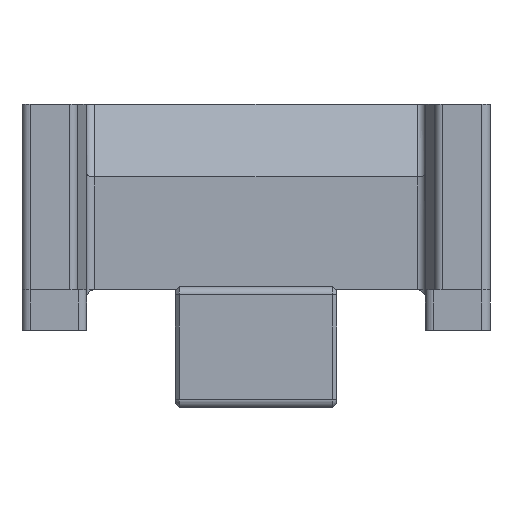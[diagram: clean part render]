
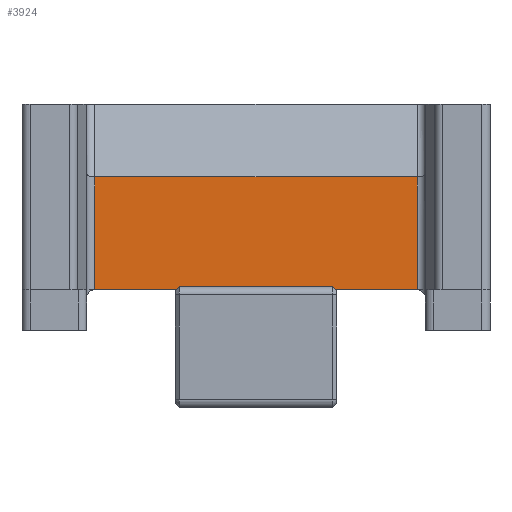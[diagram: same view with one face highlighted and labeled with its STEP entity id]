
A CAD part, front view. The second image highlights one B-rep face of the part: STEP entity #3924.
In plain terms, the highlighted planar face has unit normal (0, -1, 0).
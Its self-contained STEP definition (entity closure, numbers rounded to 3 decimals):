
#137 = CARTESIAN_POINT ( 'NONE',  ( -20., 0., 0. ) ) ;
#164 = PLANE ( 'NONE',  #5161 ) ;
#470 = ORIENTED_EDGE ( 'NONE', *, *, #2539, .T. ) ;
#537 = EDGE_CURVE ( 'NONE', #3958, #2024, #5350, .T. ) ;
#705 = EDGE_LOOP ( 'NONE', ( #1911, #1773, #2674, #470 ) ) ;
#728 = VERTEX_POINT ( 'NONE', #1458 ) ;
#782 = CARTESIAN_POINT ( 'NONE',  ( -20., 0., 0. ) ) ;
#982 = DIRECTION ( 'NONE',  ( -1., 0., 0. ) ) ;
#1458 = CARTESIAN_POINT ( 'NONE',  ( 20., 0., 0. ) ) ;
#1571 = VECTOR ( 'NONE', #2756, 1000. ) ;
#1773 = ORIENTED_EDGE ( 'NONE', *, *, #537, .T. ) ;
#1847 = EDGE_CURVE ( 'NONE', #3901, #3958, #2720, .T. ) ;
#1848 = CARTESIAN_POINT ( 'NONE',  ( -21., 0., 0. ) ) ;
#1881 = LINE ( 'NONE', #3648, #5398 ) ;
#1911 = ORIENTED_EDGE ( 'NONE', *, *, #1847, .T. ) ;
#2024 = VERTEX_POINT ( 'NONE', #782 ) ;
#2243 = DIRECTION ( 'NONE',  ( 0., 0., -1. ) ) ;
#2539 = EDGE_CURVE ( 'NONE', #728, #3901, #1881, .T. ) ;
#2616 = LINE ( 'NONE', #1848, #1571 ) ;
#2674 = ORIENTED_EDGE ( 'NONE', *, *, #5076, .T. ) ;
#2720 = LINE ( 'NONE', #4921, #5390 ) ;
#2756 = DIRECTION ( 'NONE',  ( 1., 0., 0. ) ) ;
#2856 = CARTESIAN_POINT ( 'NONE',  ( -21., 0., 23. ) ) ;
#2881 = DIRECTION ( 'NONE',  ( 0., 1., 0. ) ) ;
#3003 = CARTESIAN_POINT ( 'NONE',  ( -20., 0., 14. ) ) ;
#3228 = CARTESIAN_POINT ( 'NONE',  ( 20., 0., 14. ) ) ;
#3648 = CARTESIAN_POINT ( 'NONE',  ( 20., 0., 14. ) ) ;
#3901 = VERTEX_POINT ( 'NONE', #3228 ) ;
#3924 = ADVANCED_FACE ( 'NONE', ( #5402 ), #164, .F. ) ;
#3958 = VERTEX_POINT ( 'NONE', #3003 ) ;
#4371 = VECTOR ( 'NONE', #2243, 1000. ) ;
#4567 = DIRECTION ( 'NONE',  ( 0., 0., 1. ) ) ;
#4852 = DIRECTION ( 'NONE',  ( 0., 0., 1. ) ) ;
#4921 = CARTESIAN_POINT ( 'NONE',  ( -21., 0., 14. ) ) ;
#5076 = EDGE_CURVE ( 'NONE', #2024, #728, #2616, .T. ) ;
#5161 = AXIS2_PLACEMENT_3D ( 'NONE', #2856, #2881, #4567 ) ;
#5350 = LINE ( 'NONE', #137, #4371 ) ;
#5390 = VECTOR ( 'NONE', #982, 1000. ) ;
#5398 = VECTOR ( 'NONE', #4852, 1000. ) ;
#5402 = FACE_OUTER_BOUND ( 'NONE', #705, .T. ) ;
